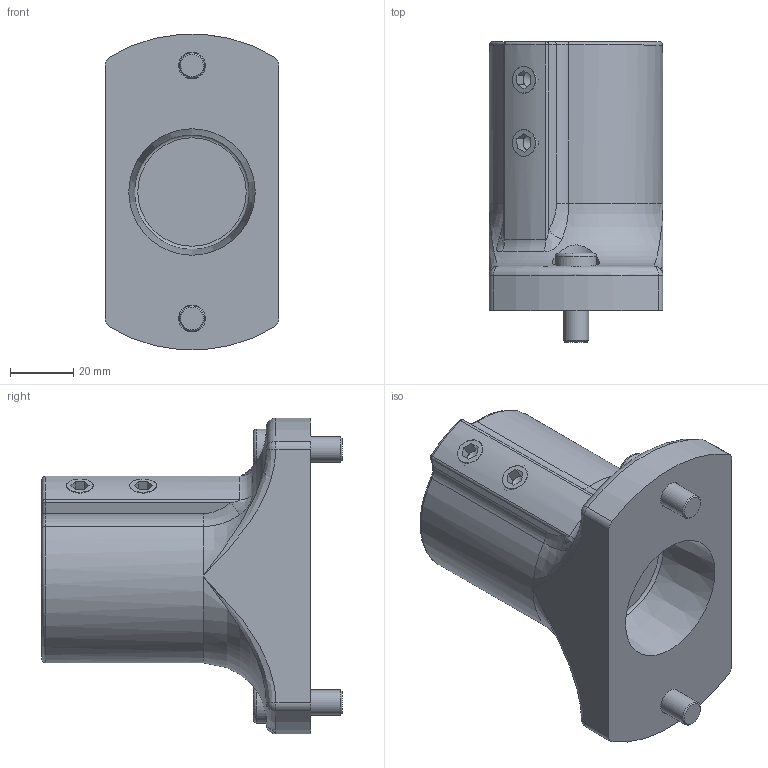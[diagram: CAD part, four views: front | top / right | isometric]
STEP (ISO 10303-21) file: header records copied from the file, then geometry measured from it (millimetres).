
FILE_DESCRIPTION(/* description */ ('STEP AP203'),/* implementation_level */ '2;1');
FILE_NAME(/* name */ 'CBA40T.stp',/* time_stamp */ '2022-07-11T14:36:00+02:00',/* author */ ('USER'),/* organization */ ('Microsoft'),/* preprocessor_version */ 'ST-DEVELOPER v18.1',/* originating_system */ 'Autodesk Inventor 2021',/* authorisation */ '');
FILE_SCHEMA (('AUTOMOTIVE_DESIGN { 1 0 10303 214 3 1 1 }'));
Length unit declared in the file: millimetre
Products named in the file (1): CBA40T
Bounding box: 55 x 94.9 x 99.91 mm (x, y, z)
Volume: 169064.4 mm3; surface area: 40632.4 mm2
Topology: 7 solids, 7 shells, 152 faces, 343 edges, 204 vertices
Faces by surface type: plane 77, cylinder 36, torus 14, cone 11, bspline 8, sphere 6
Full cylindrical faces by diameter (mm): 8 x2, 8.5 x4, 10 x2, 13 x2, 15 x2, 33.8 x1, 40 x1
Entity records: 5809 total; most frequent: CARTESIAN_POINT 2381, DIRECTION 745, ORIENTED_EDGE 666, EDGE_CURVE 333, AXIS2_PLACEMENT_3D 295, VERTEX_POINT 204, EDGE_LOOP 169, LINE 155
